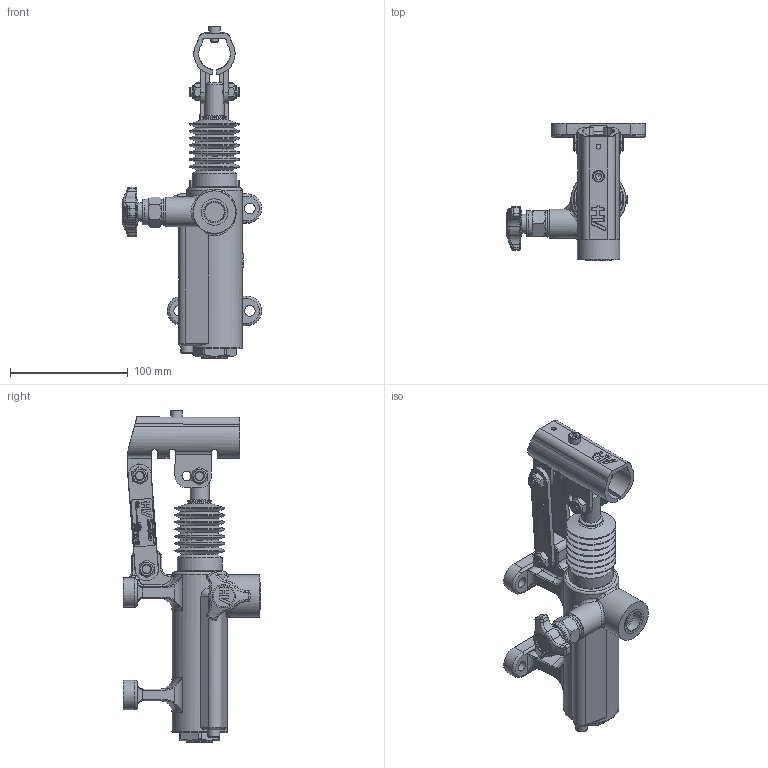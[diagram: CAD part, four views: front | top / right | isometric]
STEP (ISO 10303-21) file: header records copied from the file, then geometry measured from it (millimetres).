
FILE_DESCRIPTION((''),'2;1');
FILE_NAME('PMO 50 s (HV) STEP.stp','2014-08-05T14:58:01',('Christian'),(''),'Autodesk Inventor 2013','Autodesk Inventor 2013','');
FILE_SCHEMA(('AUTOMOTIVE_DESIGN { 1 0 10303 214 1 1 1 1 }'));
Length unit declared in the file: millimetre
Products named in the file (1): 6077.0032.10.50 Derivazione 2
Bounding box: 118.22 x 117 x 282.13 mm (x, y, z)
Volume: 293520 mm3; surface area: 140913.7 mm2
Topology: 11 solids, 13 shells, 1362 faces, 3450 edges, 2157 vertices
Faces by surface type: plane 603, cylinder 282, bspline 238, torus 120, cone 108, sphere 10, revolution 1
Full cylindrical faces by diameter (mm): 4 x2, 6 x1, 8 x15, 9 x4, 10 x3, 11.05 x6, 16 x2, 17.5 x2, 18 x1, 18.631 x2, 19.5 x2, 20 x2, 21 x1, 21.8 x2, 22.5 x2, 23 x1, 25 x1, 28.5 x2, 30 x8, 30.376 x1, 33 x2, 36 x1, 38.004 x1, 40 x1
Entity records: 44190 total; most frequent: CARTESIAN_POINT 12536, ORIENTED_EDGE 6388, DIRECTION 5674, EDGE_CURVE 3194, VERTEX_POINT 2097, AXIS2_PLACEMENT_3D 1992, VECTOR 1689, LINE 1689
